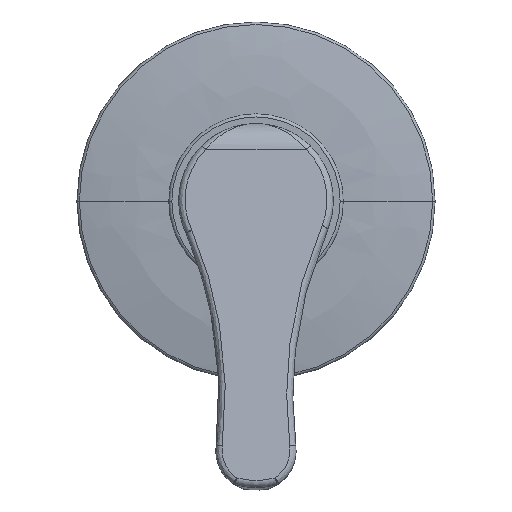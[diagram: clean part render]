
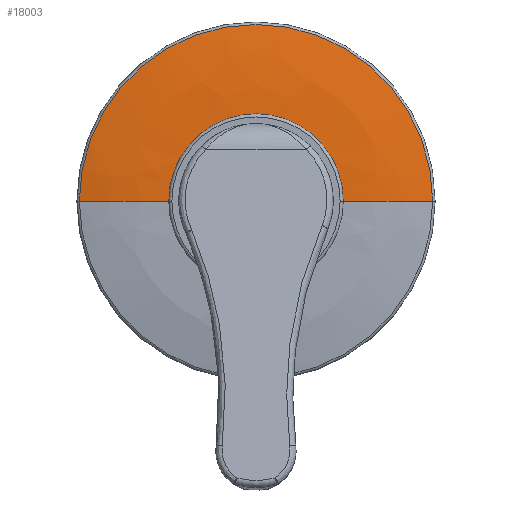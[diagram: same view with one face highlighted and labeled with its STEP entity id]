
A CAD part, top view. The second image highlights one B-rep face of the part: STEP entity #18003.
In plain terms, the highlighted free-form (B-spline) face has degree [3, 3] with [7, 4] control points.
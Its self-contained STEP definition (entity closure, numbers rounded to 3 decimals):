
#88=CARTESIAN_POINT('',(0.,0.,41.999));
#89=DIRECTION('',(0.,0.,-1.));
#90=DIRECTION('',(-1.,0.,0.));
#91=AXIS2_PLACEMENT_3D('',#88,#89,#90);
#93=CARTESIAN_POINT('',(0.,0.,39.16));
#94=DIRECTION('',(0.,0.,1.));
#95=DIRECTION('',(1.,0.,0.));
#96=AXIS2_PLACEMENT_3D('',#93,#94,#95);
#103=CARTESIAN_POINT('',(28.144,0.,-108.));
#104=DIRECTION('',(0.,-1.,0.));
#105=DIRECTION('',(0.194,0.,0.981));
#106=AXIS2_PLACEMENT_3D('',#103,#104,#105);
#113=CARTESIAN_POINT('',(-28.144,0.,-108.));
#114=DIRECTION('',(0.,1.,0.));
#115=DIRECTION('',(-0.194,0.,0.981));
#116=AXIS2_PLACEMENT_3D('',#113,#114,#115);
#17767=CARTESIAN_POINT('',(57.194,0.,39.16));
#17768=CARTESIAN_POINT('',(-57.194,0.,
39.16));
#17769=VERTEX_POINT('',#17767);
#17770=VERTEX_POINT('',#17768);
#17803=CARTESIAN_POINT('',(-27.5,0.,41.999));
#17804=CARTESIAN_POINT('',(27.5,0.,41.999));
#17805=VERTEX_POINT('',#17803);
#17806=VERTEX_POINT('',#17804);
#17965=CARTESIAN_POINT('',(-26.849,-1.689,
41.995));
#17966=CARTESIAN_POINT('',(-37.205,-2.341,
42.081));
#17967=CARTESIAN_POINT('',(-47.514,-2.989,
41.093));
#17968=CARTESIAN_POINT('',(-57.666,-3.628,
39.043));
#17969=CARTESIAN_POINT('',(-27.889,14.834,
41.995));
#17970=CARTESIAN_POINT('',(-38.645,20.555,
42.081));
#17971=CARTESIAN_POINT('',(-49.354,26.251,
41.093));
#17972=CARTESIAN_POINT('',(-59.898,31.859,
39.043));
#17973=CARTESIAN_POINT('',(-16.556,26.902,
41.995));
#17974=CARTESIAN_POINT('',(-22.941,37.279,
42.081));
#17975=CARTESIAN_POINT('',(-29.298,47.608,
41.093));
#17976=CARTESIAN_POINT('',(-35.558,57.78,
39.043));
#17977=CARTESIAN_POINT('',(0.,26.902,41.995));
#17978=CARTESIAN_POINT('',(0.,37.279,42.081));
#17979=CARTESIAN_POINT('',(0.,47.608,41.093));
#17980=CARTESIAN_POINT('',(0.,57.78,39.043));
#17981=CARTESIAN_POINT('',(16.556,26.902,41.995));
#17982=CARTESIAN_POINT('',(22.941,37.279,42.081));
#17983=CARTESIAN_POINT('',(29.298,47.608,41.093));
#17984=CARTESIAN_POINT('',(35.558,57.78,39.043));
#17985=CARTESIAN_POINT('',(27.889,14.834,41.995));
#17986=CARTESIAN_POINT('',(38.645,20.555,42.081));
#17987=CARTESIAN_POINT('',(49.354,26.251,41.093));
#17988=CARTESIAN_POINT('',(59.898,31.859,39.043));
#17989=CARTESIAN_POINT('',(26.849,-1.689,
41.995));
#17990=CARTESIAN_POINT('',(37.205,-2.341,
42.081));
#17991=CARTESIAN_POINT('',(47.514,-2.989,
41.093));
#17992=CARTESIAN_POINT('',(57.666,-3.628,
39.043));
#17993=(BOUNDED_SURFACE()B_SPLINE_SURFACE(3,3,((#17965,#17966,#17967,#17968),(
#17969,#17970,#17971,#17972),(#17973,#17974,#17975,#17976),(#17977,#17978,
#17979,#17980),(#17981,#17982,#17983,#17984),(#17985,#17986,#17987,#17988),(
#17989,#17990,#17991,#17992)),.UNSPECIFIED.,.F.,.F.,.F.)B_SPLINE_SURFACE_WITH_KNOTS((4,3,4),(4,4),(0.,1.,2.),(0.,1.),.UNSPECIFIED.)GEOMETRIC_REPRESENTATION_ITEM()RATIONAL_B_SPLINE_SURFACE(((1.19,1.186,
1.186,1.19),(0.94,0.937,
0.937,0.94),(0.94,0.937,
0.937,0.94),(1.19,1.186,
1.186,1.19),(0.94,0.937,
0.937,0.94),(0.94,0.937,
0.937,0.94),(1.19,1.186,
1.186,1.19)))REPRESENTATION_ITEM('')SURFACE());
#17994=ORIENTED_EDGE('',*,*,#17951,.F.);
#17996=ORIENTED_EDGE('',*,*,#17995,.F.);
#17998=ORIENTED_EDGE('',*,*,#17997,.F.);
#18000=ORIENTED_EDGE('',*,*,#17999,.T.);
#18001=EDGE_LOOP('',(#17994,#17996,#17998,#18000));
#18002=FACE_OUTER_BOUND('',#18001,.F.);
#18003=ADVANCED_FACE('',(#18002),#17993,.T.);
#92=CIRCLE('',#91,27.5);
#97=CIRCLE('',#96,57.194);
#107=CIRCLE('',#106,150.);
#117=CIRCLE('',#116,150.);
#17951=EDGE_CURVE('',#17805,#17806,#92,.T.);
#17995=EDGE_CURVE('',#17770,#17805,#117,.T.);
#17997=EDGE_CURVE('',#17769,#17770,#97,.T.);
#17999=EDGE_CURVE('',#17769,#17806,#107,.T.);
